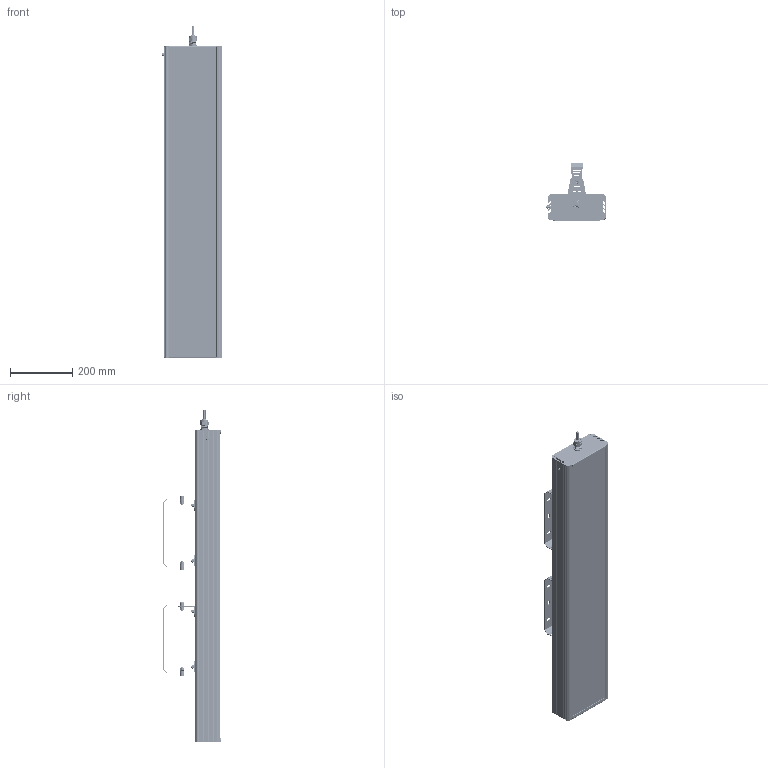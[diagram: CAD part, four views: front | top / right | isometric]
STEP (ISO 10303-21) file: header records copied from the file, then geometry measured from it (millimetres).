
FILE_DESCRIPTION(('STEP AP214'), '1');
FILE_NAME('001.0095.41.000 - 藷旆-椻嚦譇-2癱-200', '', ('UNSPECIFIED'), ('UNSPECIFIED'), 'C3D Converter', 'C3D Toolkit', '');
FILE_SCHEMA(('AUTOMOTIVE_DESIGN { 1 0 10303 214 3 1 1}'));
Length unit declared in the file: millimetre
Products named in the file (43): 001.0095.41.000; #3263; #3322; #3381; #3440; #3525; #3584; #3643; #3702
Assembly tree (86 placements, depth 4):
  001.0095.41.000
    (unnamed)
      (unnamed)
      (unnamed)
      (unnamed)
      (unnamed)
      (unnamed)
      (unnamed)
      (unnamed)
      (unnamed)  x6
      (unnamed)  x6
      (unnamed)
      (unnamed)
      (unnamed)  x20
        (unnamed)
        (unnamed)
        (unnamed)
        (unnamed)
        (unnamed)
        (unnamed)
        (unnamed)
        (unnamed)
        (unnamed)
      (unnamed)
        (unnamed)
    (unnamed)  x2
      (unnamed)
      (unnamed)
      (unnamed)
      (unnamed)
      (unnamed)
      (unnamed)
      (unnamed)
      (unnamed)
      #3263
      #3322
      #3381
      #3440
      #3525
      #3584
      #3643
      #3702
      (unnamed)
Bounding box: 192.43 x 184.68 x 1064.5 mm (x, y, z)
Volume: 3029304.4 mm3; surface area: 2370157.3 mm2
Topology: 701 solids, 701 shells, 7187 faces, 16531 edges, 10960 vertices
Faces by surface type: plane 5024, cylinder 1926, cone 117, bspline 91, sphere 20, torus 9
Full cylindrical faces by diameter (mm): 1 x20, 2 x40, 2.5 x80, 2.8 x500, 3.2 x20, 3.5 x100, 4 x13, 4.917 x4, 5 x2, 6 x9, 6.6 x4, 6.647 x4, 7 x2, 8 x16, 8.5 x8, 9 x8, 10 x1, 11 x4, 12.5 x1, 13 x5, 15 x8, 16 x1, 17 x1, 18 x1, 18.5 x1, 19 x1, 20 x1, 21.5 x1, 22 x2, 25.5 x1
Entity records: 81237 total; most frequent: CARTESIAN_POINT 36370, DIRECTION 8458, ORIENTED_EDGE 7366, EDGE_CURVE 3683, AXIS2_PLACEMENT_3D 3026, VERTEX_POINT 2535, LINE 2406, VECTOR 2406
